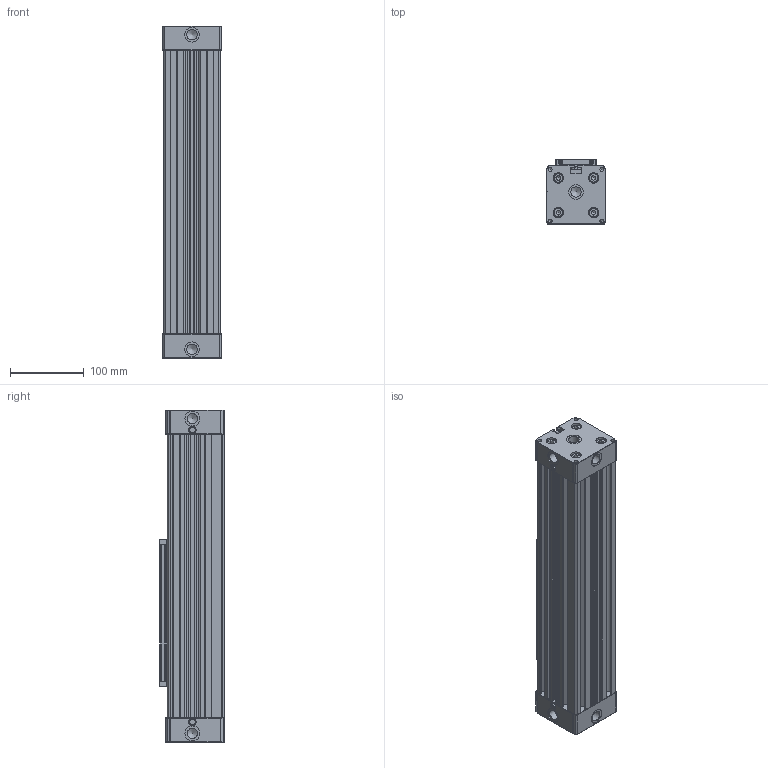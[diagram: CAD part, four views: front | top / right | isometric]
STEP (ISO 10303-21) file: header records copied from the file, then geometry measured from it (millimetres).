
FILE_DESCRIPTION(/* implementation_level */ '2;1');
FILE_NAME(/* name */ 'PLF50 - P2 - 0100.stp',/* time_stamp */ '18-Jan-2021 12:18:42',/* author */ ('MEDAN GmbH-H.By.'),/* organization */ (''), /* preprocessor_version */ 'ST-DEVELOPER v11',/* originating_system */ 'SIEMENS PLM Software NX 7.5',/* authorisation */ '');
FILE_SCHEMA (('AUTOMOTIVE_DESIGN { 1 0 10303 214 1 1 1 1 }'));
Bounding box: 80 x 88 x 450 mm (x, y, z)
Volume: 1878425.7 mm3; surface area: 467631.6 mm2
Topology: 31 solids, 31 shells, 1143 faces, 2890 edges, 1839 vertices
Faces by surface type: plane 651, cylinder 352, cone 120, torus 20
Full cylindrical faces by diameter (mm): 2 x4, 2.459 x4, 2.5 x8, 3 x12, 3.2 x4, 3.4 x4, 4.425 x4, 5.188 x12, 5.5 x4, 6 x16, 6.2 x4, 8 x10, 9 x8, 10 x2, 13 x8, 14 x8, 14.188 x6, 20 x6, 49 x2, 50.1 x1
Entity records: 25739 total; most frequent: DRCTN 4229, CRTPNT 4092, ORNEDG 3890, EDGCRV 1945, A2PL3D 1468, VRTPNT 1331, LINE 1293, VECTOR 1293
